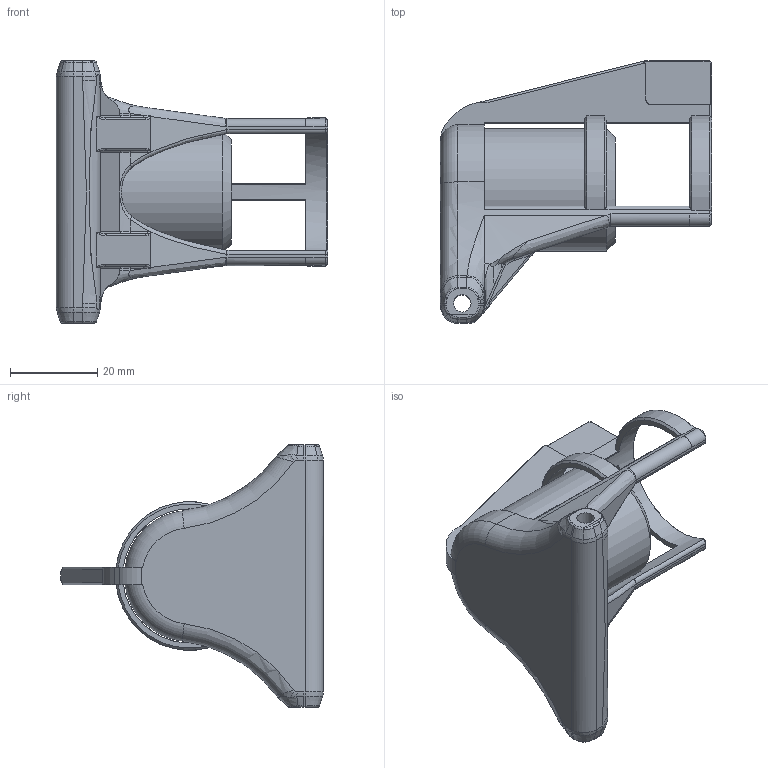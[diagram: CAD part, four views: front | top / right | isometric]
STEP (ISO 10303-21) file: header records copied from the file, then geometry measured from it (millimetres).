
FILE_DESCRIPTION(/* description */ (''),/* implementation_level */ '2;1');
FILE_NAME(/* name */ 'Arm_Finger.step',/* time_stamp */ '2021-04-18T23:06:50+02:00',/* author */ (''),/* organization */ (''),/* preprocessor_version */ 'ST-DEVELOPER v18.1',/* originating_system */ 'Autodesk Translation Framework v10.6.0.1341',/* authorisation */ '');
FILE_SCHEMA (('AUTOMOTIVE_DESIGN { 1 0 10303 214 3 1 1 }'));
Length unit declared in the file: millimetre
Products named in the file (1): Finger_V2
Bounding box: 62 x 60.04 x 60 mm (x, y, z)
Volume: 34654.6 mm3; surface area: 15581.2 mm2
Topology: 1 solids, 1 shells, 315 faces, 830 edges, 512 vertices
Faces by surface type: bspline 118, plane 86, cylinder 78, cone 21, torus 12
Full cylindrical faces by diameter (mm): 4 x1, 20 x1, 28 x1, 30.7 x1
Entity records: 13423 total; most frequent: CARTESIAN_POINT 6329, ORIENTED_EDGE 1660, DIRECTION 1210, EDGE_CURVE 830, VERTEX_POINT 512, AXIS2_PLACEMENT_3D 452, EDGE_LOOP 320, FACE_OUTER_BOUND 315
